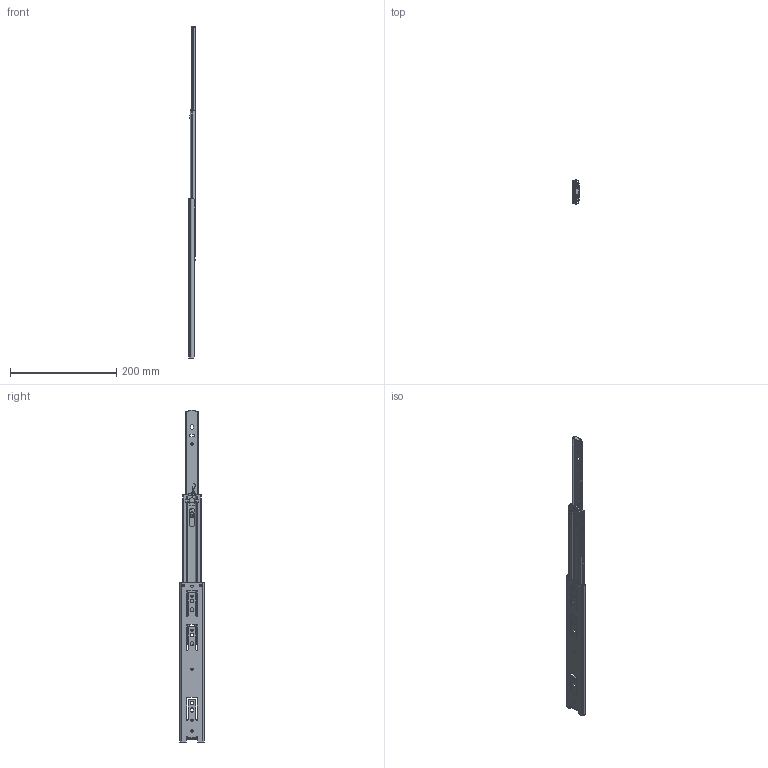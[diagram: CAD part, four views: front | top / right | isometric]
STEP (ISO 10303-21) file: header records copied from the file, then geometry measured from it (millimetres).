
FILE_DESCRIPTION (( 'STEP AP214' ), '1' );
FILE_NAME ('FR_5000_OE.0300mm_12inch_open.STEP', '2022-10-24T08:56:06', ( '' ), ( '' ), 'SwSTEP 2.0', 'SolidWorks 2020', '' );
FILE_SCHEMA (( 'AUTOMOTIVE_DESIGN' ));
Length unit declared in the file: millimetre
Products named in the file (11): 5000 DETENT; 5000.XXX-02.T030_NL  300; 5000.XXX-01.T030_NL  300; 5000 RIVET; 5000.XXX-03.T030_NL  300; FR_5000_OE.0300mm_12inch_open; 5000 MIDDLE STOP NEW; 5000 TRIGGER
Assembly tree (10 placements, depth 3):
  FR_5000_OE.0300mm_12inch_open
    5000.XXX-01.T030_NL  300
      5000.XXX-01.T030_NL  300
      5000 DETENT
    5000.XXX-02.T030_NL  300
      5000.XXX-02.T030_NL  300
      5000 MIDDLE STOP NEW
    5000.XXX-03.T030_NL  300
      5000.XXX-03.T030_NL  300
      5000 TRIGGER
      5000 RIVET
Bounding box: 12.3 x 45.7 x 625 mm (x, y, z)
Volume: 55648.5 mm3; surface area: 91054.4 mm2
Topology: 7 solids, 7 shells, 769 faces, 1964 edges, 1207 vertices
Faces by surface type: plane 401, cylinder 324, bspline 36, cone 6, torus 2
Entity records: 24721 total; most frequent: CARTESIAN_POINT 5557, DIRECTION 3999, ORIENTED_EDGE 3922, EDGE_CURVE 1961, AXIS2_PLACEMENT_3D 1407, VERTEX_POINT 1207, VECTOR 1185, LINE 1185
